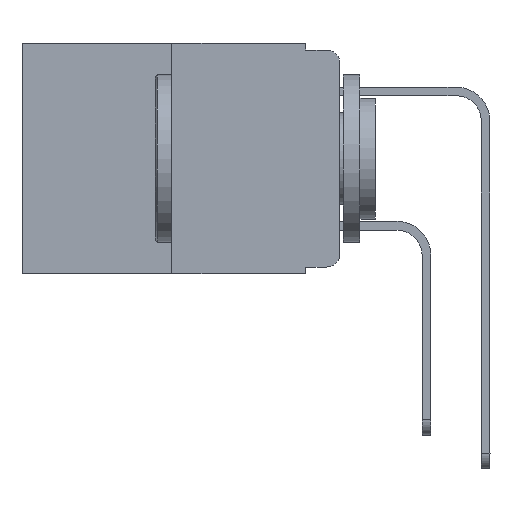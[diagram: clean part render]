
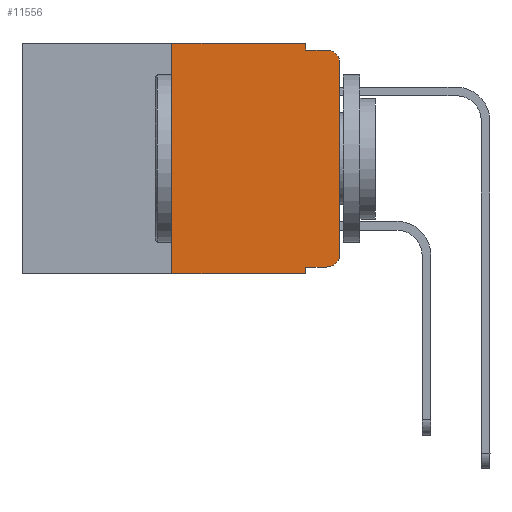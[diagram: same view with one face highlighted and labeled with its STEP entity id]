
A CAD part, left-side view. The second image highlights one B-rep face of the part: STEP entity #11556.
In plain terms, the highlighted planar face has unit normal (-1, 0, 0).
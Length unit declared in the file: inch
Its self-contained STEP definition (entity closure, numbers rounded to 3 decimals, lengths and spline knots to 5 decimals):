
#204 = VERTEX_POINT ( 'NONE', #4378 ) ;
#246 = EDGE_LOOP ( 'NONE', ( #17294, #1758, #9310, #12079, #13518, #8398, #15190, #8739, #4412, #10256 ) ) ;
#290 = VECTOR ( 'NONE', #16871, 39.37008 ) ;
#477 = DIRECTION ( 'NONE',  ( 0., 0., -1. ) ) ;
#988 = DIRECTION ( 'NONE',  ( 0., 0., -1. ) ) ;
#994 = DIRECTION ( 'NONE',  ( 0., 0., -1. ) ) ;
#1184 = LINE ( 'NONE', #15459, #9577 ) ;
#1749 = AXIS2_PLACEMENT_3D ( 'NONE', #8432, #2332, #5310 ) ;
#1758 = ORIENTED_EDGE ( 'NONE', *, *, #9972, .T. ) ;
#1820 = EDGE_CURVE ( 'NONE', #17170, #2395, #1184, .T. ) ;
#2101 = DIRECTION ( 'NONE',  ( 0., 0., 1. ) ) ;
#2297 = PLANE ( 'NONE',  #4931 ) ;
#2332 = DIRECTION ( 'NONE',  ( -1., 0., 0. ) ) ;
#2390 = EDGE_CURVE ( 'NONE', #4116, #17166, #4158, .T. ) ;
#2395 = VERTEX_POINT ( 'NONE', #17050 ) ;
#3063 = DIRECTION ( 'NONE',  ( 0., -1., 0. ) ) ;
#3190 = EDGE_CURVE ( 'NONE', #8831, #204, #16508, .T. ) ;
#3364 = DIRECTION ( 'NONE',  ( -1., 0., 0. ) ) ;
#3760 = CARTESIAN_POINT ( 'NONE',  ( 0., 0.051, 0. ) ) ;
#3834 = EDGE_CURVE ( 'NONE', #17170, #8831, #7318, .T. ) ;
#4051 = LINE ( 'NONE', #11310, #6766 ) ;
#4116 = VERTEX_POINT ( 'NONE', #11390 ) ;
#4158 = LINE ( 'NONE', #9635, #14652 ) ;
#4378 = CARTESIAN_POINT ( 'NONE',  ( 0., 0., -0.313 ) ) ;
#4412 = ORIENTED_EDGE ( 'NONE', *, *, #3834, .T. ) ;
#4931 = AXIS2_PLACEMENT_3D ( 'NONE', #8015, #7064, #8575 ) ;
#5310 = DIRECTION ( 'NONE',  ( 0., 0., -1. ) ) ;
#5446 = VECTOR ( 'NONE', #3063, 39.37008 ) ;
#6205 = CARTESIAN_POINT ( 'NONE',  ( 0., 0.02, -0.333 ) ) ;
#6507 = CARTESIAN_POINT ( 'NONE',  ( 0., 0.02, -0.01 ) ) ;
#6766 = VECTOR ( 'NONE', #17207, 39.37008 ) ;
#6783 = CARTESIAN_POINT ( 'NONE',  ( 0., 0.25, -0.343 ) ) ;
#7064 = DIRECTION ( 'NONE',  ( 1., 0., 0. ) ) ;
#7218 = DIRECTION ( 'NONE',  ( 0., -1., 0. ) ) ;
#7255 = LINE ( 'NONE', #8672, #290 ) ;
#7318 = LINE ( 'NONE', #14334, #16281 ) ;
#7410 = VECTOR ( 'NONE', #988, 39.37008 ) ;
#8015 = CARTESIAN_POINT ( 'NONE',  ( 0., 0.473, 0. ) ) ;
#8398 = ORIENTED_EDGE ( 'NONE', *, *, #11602, .F. ) ;
#8432 = CARTESIAN_POINT ( 'NONE',  ( 0., 0.02, -0.03 ) ) ;
#8575 = DIRECTION ( 'NONE',  ( 0., 0., -1. ) ) ;
#8672 = CARTESIAN_POINT ( 'NONE',  ( 0., 0.051, -0.01 ) ) ;
#8739 = ORIENTED_EDGE ( 'NONE', *, *, #1820, .F. ) ;
#8831 = VERTEX_POINT ( 'NONE', #6205 ) ;
#8944 = EDGE_CURVE ( 'NONE', #204, #16036, #17417, .T. ) ;
#9079 = VERTEX_POINT ( 'NONE', #6507 ) ;
#9280 = EDGE_CURVE ( 'NONE', #10973, #9079, #7255, .T. ) ;
#9310 = ORIENTED_EDGE ( 'NONE', *, *, #9280, .F. ) ;
#9577 = VECTOR ( 'NONE', #994, 39.37008 ) ;
#9635 = CARTESIAN_POINT ( 'NONE',  ( 0., 0.473, 0. ) ) ;
#9724 = DIRECTION ( 'NONE',  ( 0., -1., 0. ) ) ;
#9972 = EDGE_CURVE ( 'NONE', #16036, #9079, #10129, .T. ) ;
#10129 = CIRCLE ( 'NONE', #1749, 0.02 ) ;
#10164 = EDGE_CURVE ( 'NONE', #13248, #2395, #11438, .T. ) ;
#10256 = ORIENTED_EDGE ( 'NONE', *, *, #3190, .T. ) ;
#10973 = VERTEX_POINT ( 'NONE', #17436 ) ;
#11131 = FACE_OUTER_BOUND ( 'NONE', #246, .T. ) ;
#11310 = CARTESIAN_POINT ( 'NONE',  ( 0., 0.25, 0. ) ) ;
#11390 = CARTESIAN_POINT ( 'NONE',  ( 0., 0.25, 0. ) ) ;
#11438 = LINE ( 'NONE', #12756, #5446 ) ;
#11556 = ADVANCED_FACE ( 'NONE', ( #11131 ), #2297, .F. ) ;
#11602 = EDGE_CURVE ( 'NONE', #13248, #4116, #4051, .T. ) ;
#11840 = CARTESIAN_POINT ( 'NONE',  ( 0., 0., -0.03 ) ) ;
#11965 = CARTESIAN_POINT ( 'NONE',  ( 0., 0., 0. ) ) ;
#12079 = ORIENTED_EDGE ( 'NONE', *, *, #13236, .F. ) ;
#12275 = CARTESIAN_POINT ( 'NONE',  ( 0., 0.051, 0. ) ) ;
#12756 = CARTESIAN_POINT ( 'NONE',  ( 0., 0.473, -0.343 ) ) ;
#13236 = EDGE_CURVE ( 'NONE', #17166, #10973, #17757, .T. ) ;
#13248 = VERTEX_POINT ( 'NONE', #6783 ) ;
#13285 = AXIS2_PLACEMENT_3D ( 'NONE', #13484, #3364, #477 ) ;
#13484 = CARTESIAN_POINT ( 'NONE',  ( 0., 0.02, -0.313 ) ) ;
#13518 = ORIENTED_EDGE ( 'NONE', *, *, #2390, .F. ) ;
#14202 = VECTOR ( 'NONE', #2101, 39.37008 ) ;
#14334 = CARTESIAN_POINT ( 'NONE',  ( 0., 0.051, -0.333 ) ) ;
#14652 = VECTOR ( 'NONE', #9724, 39.37008 ) ;
#15190 = ORIENTED_EDGE ( 'NONE', *, *, #10164, .T. ) ;
#15459 = CARTESIAN_POINT ( 'NONE',  ( 0., 0.051, 0. ) ) ;
#16036 = VERTEX_POINT ( 'NONE', #11840 ) ;
#16281 = VECTOR ( 'NONE', #7218, 39.37008 ) ;
#16508 = CIRCLE ( 'NONE', #13285, 0.02 ) ;
#16871 = DIRECTION ( 'NONE',  ( 0., -1., 0. ) ) ;
#17050 = CARTESIAN_POINT ( 'NONE',  ( 0., 0.051, -0.343 ) ) ;
#17166 = VERTEX_POINT ( 'NONE', #12275 ) ;
#17170 = VERTEX_POINT ( 'NONE', #17915 ) ;
#17207 = DIRECTION ( 'NONE',  ( 0., 0., 1. ) ) ;
#17294 = ORIENTED_EDGE ( 'NONE', *, *, #8944, .T. ) ;
#17417 = LINE ( 'NONE', #11965, #14202 ) ;
#17436 = CARTESIAN_POINT ( 'NONE',  ( 0., 0.051, -0.01 ) ) ;
#17757 = LINE ( 'NONE', #3760, #7410 ) ;
#17915 = CARTESIAN_POINT ( 'NONE',  ( 0., 0.051, -0.333 ) ) ;
